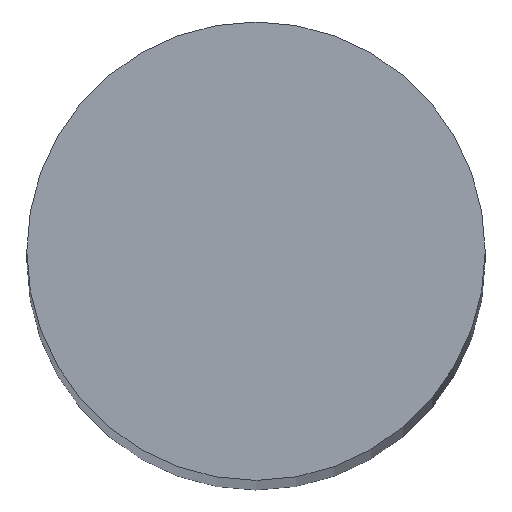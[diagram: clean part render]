
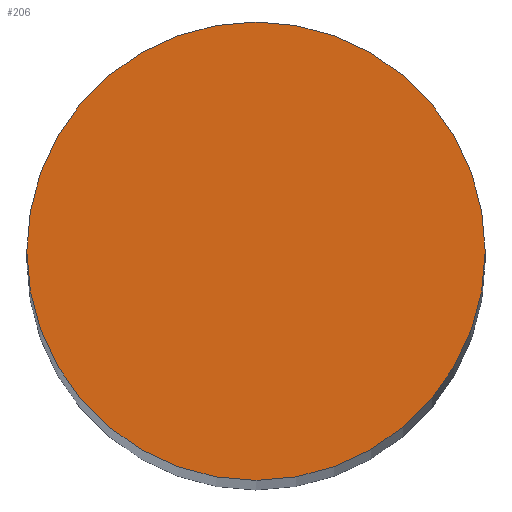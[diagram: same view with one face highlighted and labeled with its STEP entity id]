
A CAD part, top view. The second image highlights one B-rep face of the part: STEP entity #206.
In plain terms, the highlighted planar face has unit normal (0, 0, 1).
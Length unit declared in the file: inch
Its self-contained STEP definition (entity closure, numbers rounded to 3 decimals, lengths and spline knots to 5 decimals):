
#8 = EDGE_CURVE ( 'NONE', #116, #52, #244, .T. ) ;
#11 = PLANE ( 'NONE',  #274 ) ;
#19 = CARTESIAN_POINT ( 'NONE',  ( 0., 1.75, 0. ) ) ;
#32 = CIRCLE ( 'NONE', #194, 0.5 ) ;
#36 = CARTESIAN_POINT ( 'NONE',  ( -0.5, 1.75, 0. ) ) ;
#47 = DIRECTION ( 'NONE',  ( 1., 0., 0. ) ) ;
#52 = VERTEX_POINT ( 'NONE', #36 ) ;
#66 = CARTESIAN_POINT ( 'NONE',  ( 0., 1.75, 0. ) ) ;
#78 = ORIENTED_EDGE ( 'NONE', *, *, #165, .T. ) ;
#94 = FACE_OUTER_BOUND ( 'NONE', #120, .T. ) ;
#112 = ORIENTED_EDGE ( 'NONE', *, *, #8, .T. ) ;
#116 = VERTEX_POINT ( 'NONE', #236 ) ;
#120 = EDGE_LOOP ( 'NONE', ( #112, #78 ) ) ;
#142 = DIRECTION ( 'NONE',  ( 1., 0., 0. ) ) ;
#164 = CARTESIAN_POINT ( 'NONE',  ( 0., 1.75, 0. ) ) ;
#165 = EDGE_CURVE ( 'NONE', #52, #116, #32, .T. ) ;
#178 = DIRECTION ( 'NONE',  ( 1., 0., 0. ) ) ;
#184 = DIRECTION ( 'NONE',  ( 0., 0., 1. ) ) ;
#194 = AXIS2_PLACEMENT_3D ( 'NONE', #66, #198, #178 ) ;
#198 = DIRECTION ( 'NONE',  ( 0., 0., 1. ) ) ;
#206 = ADVANCED_FACE ( 'NONE', ( #94 ), #11, .T. ) ;
#207 = DIRECTION ( 'NONE',  ( 0., 0., 1. ) ) ;
#211 = AXIS2_PLACEMENT_3D ( 'NONE', #19, #207, #142 ) ;
#236 = CARTESIAN_POINT ( 'NONE',  ( 0.5, 1.75, 0. ) ) ;
#244 = CIRCLE ( 'NONE', #211, 0.5 ) ;
#274 = AXIS2_PLACEMENT_3D ( 'NONE', #164, #184, #47 ) ;
